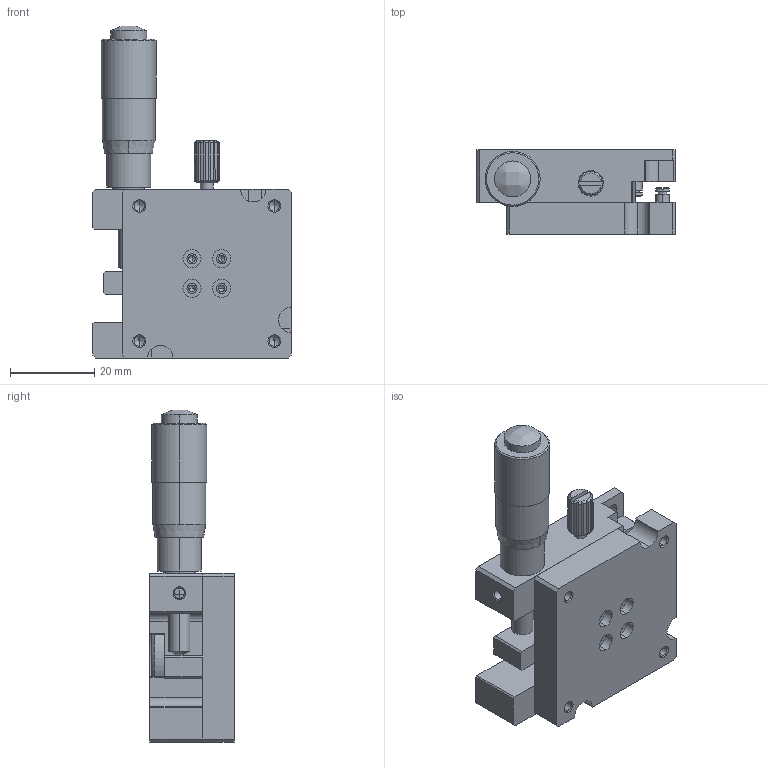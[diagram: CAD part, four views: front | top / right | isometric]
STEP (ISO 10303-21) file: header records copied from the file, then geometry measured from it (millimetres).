
FILE_DESCRIPTION (( 'STEP AP214' ), '1' );
FILE_NAME ('FA3505637DA28684104EBA9637698056.step', '2023-10-06T02:11:39', ( '' ), ( 'Aliyun' ), 'STEP 2.0', 'fa-part.com', '' );
FILE_SCHEMA (( 'AUTOMOTIVE_DESIGN' ));
Length unit declared in the file: millimetre
Products named in the file (2): FA3505637DA28684104EBA9637698056; BYRT-40^1696558297387
Assembly tree (1 placements, depth 2):
  FA3505637DA28684104EBA9637698056
    BYRT-40^1696558297387
Bounding box: 47 x 20 x 78.64 mm (x, y, z)
Volume: 32051 mm3; surface area: 14958.4 mm2
Topology: 3 solids, 4 shells, 329 faces, 837 edges, 533 vertices
Faces by surface type: cylinder 143, plane 112, cone 72, bspline 2
Entity records: 10526 total; most frequent: CARTESIAN_POINT 2530, DIRECTION 1668, ORIENTED_EDGE 1630, EDGE_CURVE 815, AXIS2_PLACEMENT_3D 635, VERTEX_POINT 533, VECTOR 398, LINE 398
